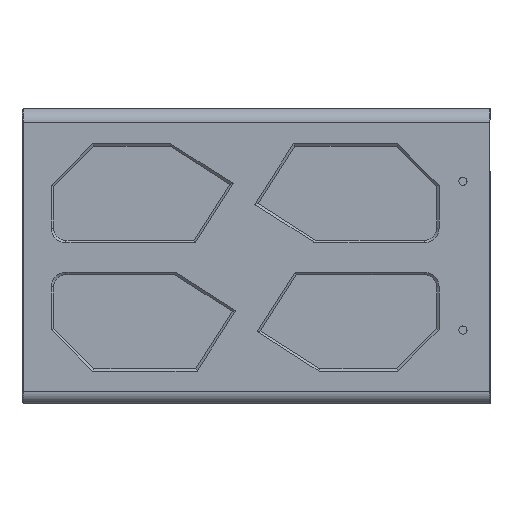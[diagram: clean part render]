
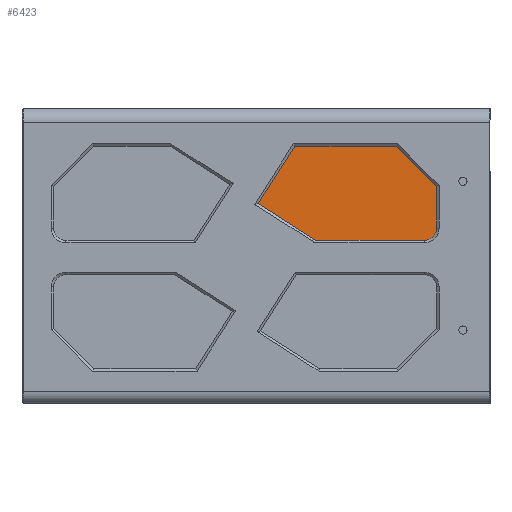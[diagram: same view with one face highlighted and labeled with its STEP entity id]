
A CAD part, left-side view. The second image highlights one B-rep face of the part: STEP entity #6423.
In plain terms, the highlighted planar face has unit normal (-1, 0, 0).
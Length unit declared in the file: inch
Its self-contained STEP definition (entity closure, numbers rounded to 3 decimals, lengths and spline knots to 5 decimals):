
#534 = AXIS2_PLACEMENT_3D ( 'NONE', #609, #9717, #12811 ) ;
#609 = CARTESIAN_POINT ( 'NONE',  ( -5.315, 1., 0. ) ) ;
#729 = LINE ( 'NONE', #10226, #16412 ) ;
#955 = CARTESIAN_POINT ( 'NONE',  ( -5.315, 1.29082, 0.62663 ) ) ;
#1060 = DIRECTION ( 'NONE',  ( 0., -1., 0. ) ) ;
#1074 = CIRCLE ( 'NONE', #4262, 0.20829 ) ;
#1352 = EDGE_CURVE ( 'NONE', #9573, #7331, #4966, .T. ) ;
#1821 = DIRECTION ( 'NONE',  ( 0., -0.843, -0.538 ) ) ;
#2154 = LINE ( 'NONE', #6941, #15475 ) ;
#2461 = VECTOR ( 'NONE', #1060, 39.37008 ) ;
#3195 = VERTEX_POINT ( 'NONE', #19325 ) ;
#3259 = CARTESIAN_POINT ( 'NONE',  ( -5.315, 2.66563, -0.9745 ) ) ;
#3370 = ORIENTED_EDGE ( 'NONE', *, *, #11038, .T. ) ;
#3425 = EDGE_CURVE ( 'NONE', #10500, #7845, #2154, .T. ) ;
#3591 = CARTESIAN_POINT ( 'NONE',  ( -5.315, 0.60814, -0.05605 ) ) ;
#3709 = FACE_OUTER_BOUND ( 'NONE', #10640, .T. ) ;
#4009 = ORIENTED_EDGE ( 'NONE', *, *, #19697, .T. ) ;
#4262 = AXIS2_PLACEMENT_3D ( 'NONE', #9548, #16053, #6849 ) ;
#4966 = LINE ( 'NONE', #10875, #13750 ) ;
#5151 = CARTESIAN_POINT ( 'NONE',  ( -5.315, 3.64586, -0.34891 ) ) ;
#5347 = CARTESIAN_POINT ( 'NONE',  ( -5.315, 1., -0.9745 ) ) ;
#6219 = LINE ( 'NONE', #12513, #9879 ) ;
#6361 = EDGE_CURVE ( 'NONE', #16860, #3195, #19284, .T. ) ;
#6423 = ADVANCED_FACE ( 'NONE', ( #3709 ), #17323, .T. ) ;
#6849 = DIRECTION ( 'NONE',  ( 0., 0., 1. ) ) ;
#6896 = DIRECTION ( 'NONE',  ( 0., 0.707, 0.707 ) ) ;
#6941 = CARTESIAN_POINT ( 'NONE',  ( -5.315, 1., 0.62663 ) ) ;
#7235 = DIRECTION ( 'NONE',  ( 0., 0.538, -0.843 ) ) ;
#7331 = VERTEX_POINT ( 'NONE', #19375 ) ;
#7845 = VERTEX_POINT ( 'NONE', #8386 ) ;
#8386 = CARTESIAN_POINT ( 'NONE',  ( -5.315, 3.02326, 0.62663 ) ) ;
#8893 = VECTOR ( 'NONE', #6896, 39.37008 ) ;
#9276 = EDGE_CURVE ( 'NONE', #3195, #9573, #1074, .T. ) ;
#9430 = CARTESIAN_POINT ( 'NONE',  ( -5.315, 0.60814, -0.76621 ) ) ;
#9548 = CARTESIAN_POINT ( 'NONE',  ( -5.315, 0.81643, -0.76621 ) ) ;
#9573 = VERTEX_POINT ( 'NONE', #9430 ) ;
#9717 = DIRECTION ( 'NONE',  ( -1., 0., 0. ) ) ;
#9879 = VECTOR ( 'NONE', #1821, 39.37008 ) ;
#10226 = CARTESIAN_POINT ( 'NONE',  ( -5.315, 3.02326, 0.62663 ) ) ;
#10500 = VERTEX_POINT ( 'NONE', #955 ) ;
#10640 = EDGE_LOOP ( 'NONE', ( #4009, #3370, #16645, #18850, #17548, #18864, #14814 ) ) ;
#10875 = CARTESIAN_POINT ( 'NONE',  ( -5.315, 0.60814, 0. ) ) ;
#11038 = EDGE_CURVE ( 'NONE', #16962, #16860, #6219, .T. ) ;
#12513 = CARTESIAN_POINT ( 'NONE',  ( -5.315, 3.64586, -0.34891 ) ) ;
#12811 = DIRECTION ( 'NONE',  ( 0., 1., 0. ) ) ;
#13095 = LINE ( 'NONE', #3591, #8893 ) ;
#13750 = VECTOR ( 'NONE', #17085, 39.37008 ) ;
#14814 = ORIENTED_EDGE ( 'NONE', *, *, #3425, .T. ) ;
#14951 = EDGE_CURVE ( 'NONE', #7331, #10500, #13095, .T. ) ;
#15475 = VECTOR ( 'NONE', #15944, 39.37008 ) ;
#15944 = DIRECTION ( 'NONE',  ( 0., 1., 0. ) ) ;
#16053 = DIRECTION ( 'NONE',  ( -1., 0., 0. ) ) ;
#16412 = VECTOR ( 'NONE', #7235, 39.37008 ) ;
#16645 = ORIENTED_EDGE ( 'NONE', *, *, #6361, .T. ) ;
#16860 = VERTEX_POINT ( 'NONE', #3259 ) ;
#16962 = VERTEX_POINT ( 'NONE', #5151 ) ;
#17085 = DIRECTION ( 'NONE',  ( 0., 0., 1. ) ) ;
#17323 = PLANE ( 'NONE',  #534 ) ;
#17548 = ORIENTED_EDGE ( 'NONE', *, *, #1352, .T. ) ;
#18850 = ORIENTED_EDGE ( 'NONE', *, *, #9276, .T. ) ;
#18864 = ORIENTED_EDGE ( 'NONE', *, *, #14951, .T. ) ;
#19284 = LINE ( 'NONE', #5347, #2461 ) ;
#19325 = CARTESIAN_POINT ( 'NONE',  ( -5.315, 0.81643, -0.9745 ) ) ;
#19375 = CARTESIAN_POINT ( 'NONE',  ( -5.315, 0.60814, -0.05605 ) ) ;
#19697 = EDGE_CURVE ( 'NONE', #7845, #16962, #729, .T. ) ;
